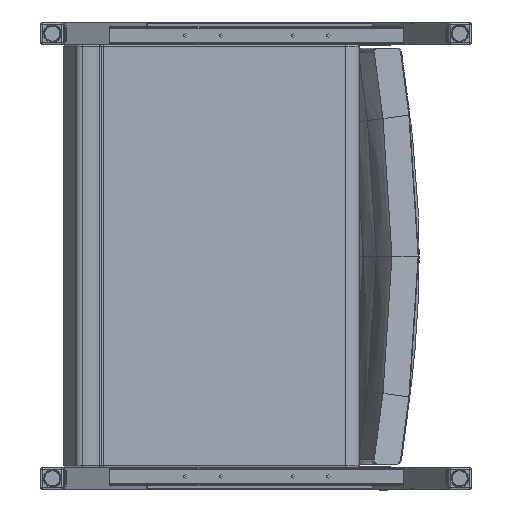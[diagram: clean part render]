
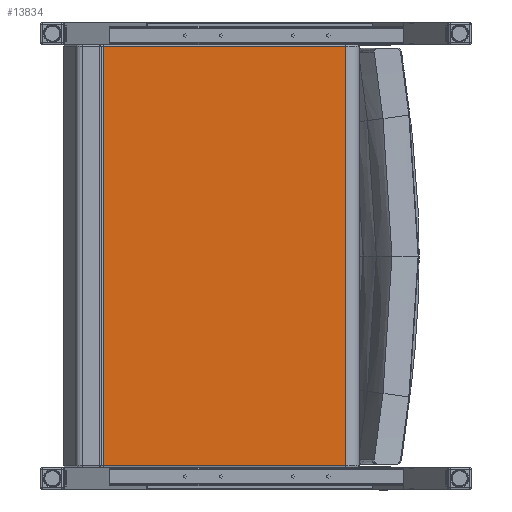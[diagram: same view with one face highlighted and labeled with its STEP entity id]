
A CAD part, front view. The second image highlights one B-rep face of the part: STEP entity #13834.
In plain terms, the highlighted planar face has unit normal (0, -1, 0).
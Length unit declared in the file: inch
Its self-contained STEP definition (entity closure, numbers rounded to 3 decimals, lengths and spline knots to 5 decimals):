
#1099=LINE('',#22818,#1881);
#1116=LINE('',#22904,#1898);
#1121=LINE('',#22979,#1903);
#1122=LINE('',#22981,#1904);
#1881=VECTOR('',#16631,0.3937);
#1898=VECTOR('',#16714,0.3937);
#1903=VECTOR('',#16759,0.3937);
#1904=VECTOR('',#16762,0.3937);
#2648=PLANE('',#14997);
#3642=FACE_OUTER_BOUND('',#4604,.T.);
#4604=EDGE_LOOP('',(#10080,#10081,#10082,#10083));
#6392=VERTEX_POINT('',#22808);
#6394=VERTEX_POINT('',#22814);
#6414=VERTEX_POINT('',#22894);
#6416=VERTEX_POINT('',#22900);
#7690=EDGE_CURVE('',#6392,#6394,#1099,.T.);
#7726=EDGE_CURVE('',#6414,#6416,#1116,.T.);
#7745=EDGE_CURVE('',#6392,#6416,#1121,.T.);
#7746=EDGE_CURVE('',#6394,#6414,#1122,.T.);
#10080=ORIENTED_EDGE('',*,*,#7690,.F.);
#10081=ORIENTED_EDGE('',*,*,#7745,.T.);
#10082=ORIENTED_EDGE('',*,*,#7726,.F.);
#10083=ORIENTED_EDGE('',*,*,#7746,.F.);
#13834=ADVANCED_FACE('',(#3642),#2648,.T.);
#14997=AXIS2_PLACEMENT_3D('',#22980,#16760,#16761);
#16631=DIRECTION('',(-1.,0.,0.));
#16714=DIRECTION('',(1.,0.,0.));
#16759=DIRECTION('',(0.,0.,1.));
#16760=DIRECTION('center_axis',(0.,-1.,0.));
#16761=DIRECTION('ref_axis',(1.,0.,0.));
#16762=DIRECTION('',(0.,0.,1.));
#22808=CARTESIAN_POINT('',(4.79085,0.79731,0.125));
#22814=CARTESIAN_POINT('',(-12.08332,0.79731,0.125));
#22818=CARTESIAN_POINT('',(-8.52448,0.79731,0.125));
#22894=CARTESIAN_POINT('',(-12.08332,0.79731,29.375));
#22900=CARTESIAN_POINT('',(4.79085,0.79731,29.375));
#22904=CARTESIAN_POINT('',(-8.52448,0.79731,29.375));
#22979=CARTESIAN_POINT('',(4.79085,0.79731,0.));
#22980=CARTESIAN_POINT('Origin',(-12.08332,0.79731,0.));
#22981=CARTESIAN_POINT('',(-12.08332,0.79731,0.));
